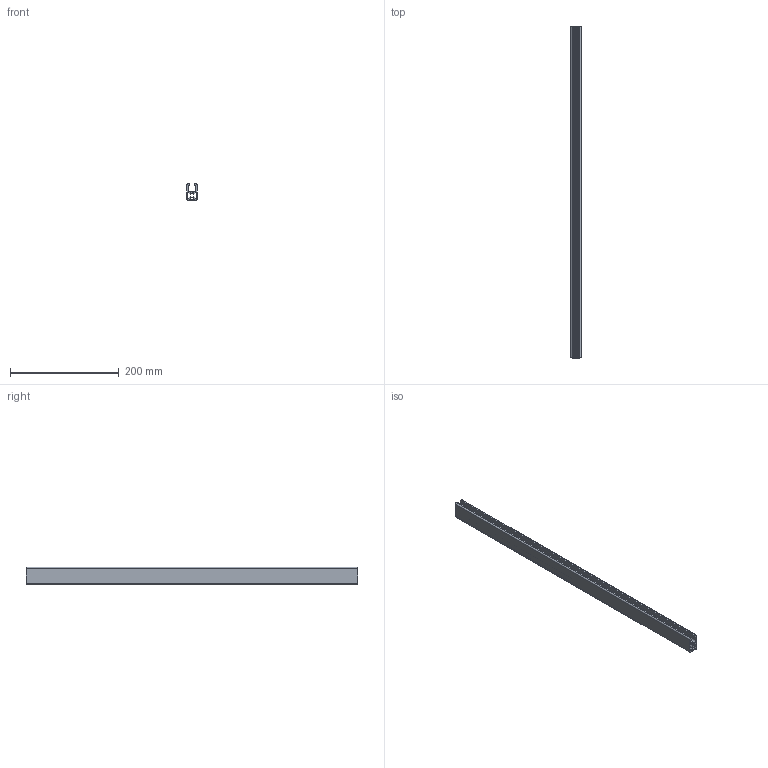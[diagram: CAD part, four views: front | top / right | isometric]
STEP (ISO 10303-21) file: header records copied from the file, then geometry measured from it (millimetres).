
FILE_DESCRIPTION(/* description */ (''),/* implementation_level */ '2;1');
FILE_NAME(/* name */ '10-3218.5-0-24IN.step',/* time_stamp */ '2024-11-11T09:44:01-05:00',/* author */ (''),/* organization */ (''),/* preprocessor_version */ 'ST-DEVELOPER v20',/* originating_system */ 'Autodesk Translation Framework v13.20.0.188',/* authorisation */ '');
FILE_SCHEMA (('AUTOMOTIVE_DESIGN { 1 0 10303 214 3 1 1 }'));
Length unit declared in the file: millimetre
Products named in the file (1): (Unsaved)
Bounding box: 18.5 x 609.6 x 32 mm (x, y, z)
Volume: 160065.5 mm3; surface area: 136233.9 mm2
Topology: 1 solids, 1 shells, 47 faces, 135 edges, 90 vertices
Faces by surface type: plane 29, cylinder 18
Entity records: 1582 total; most frequent: CARTESIAN_POINT 273, ORIENTED_EDGE 270, DIRECTION 267, EDGE_CURVE 135, LINE 99, VECTOR 99, VERTEX_POINT 90, AXIS2_PLACEMENT_3D 84
